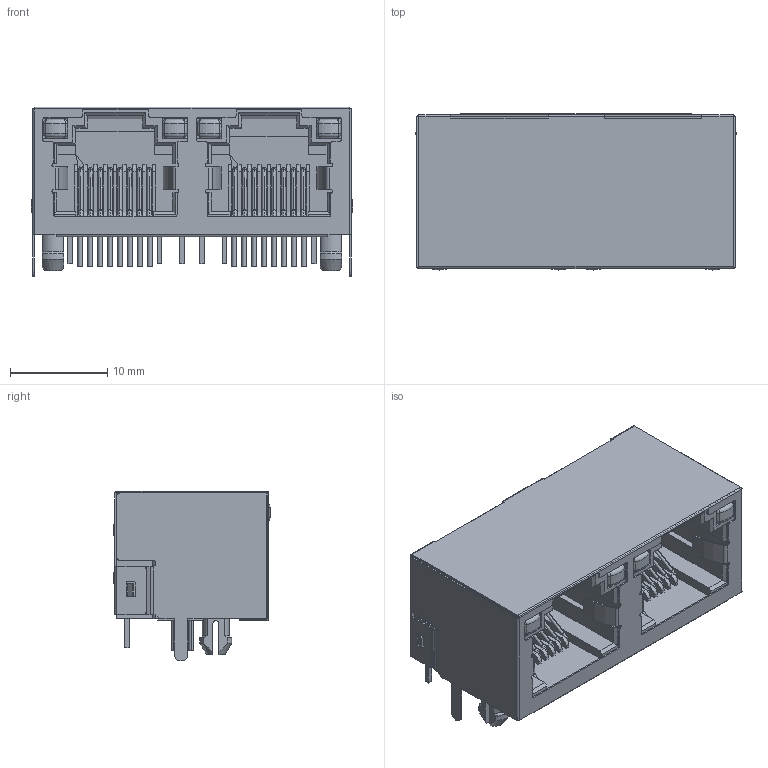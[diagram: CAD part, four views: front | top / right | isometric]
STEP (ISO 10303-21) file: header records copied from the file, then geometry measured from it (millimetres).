
FILE_DESCRIPTION((''),'2;1');
FILE_NAME('RJ45-TH_KH-56-8P8C-1X2-D','2022-12-01T10:30:33',('win'),(''),'CREO PARAMETRIC BY PTC INC, 2020033','CREO PARAMETRIC BY PTC INC, 2020033','');
FILE_SCHEMA(('AUTOMOTIVE_DESIGN { 1 0 10303 214 1 1 1 1 }'));
Length unit declared in the file: millimetre
Products named in the file (1): RJ45-TH_KH-56-8P8C-1X2-D
Bounding box: 32.99 x 16.01 x 17.43 mm (x, y, z)
Volume: 3551.1 mm3; surface area: 8158.9 mm2
Topology: 2 solids, 2 shells, 1137 faces, 3020 edges, 1940 vertices
Faces by surface type: plane 635, cylinder 317, torus 88, extrusion 73, sphere 16, cone 8
Entity records: 43331 total; most frequent: CARTESIAN_POINT 7308, ORIENTED_EDGE 6040, DIRECTION 5765, EDGE_CURVE 3020, VECTOR 2153, LINE 2080, VERTEX_POINT 1940, AXIS2_PLACEMENT_3D 1806
